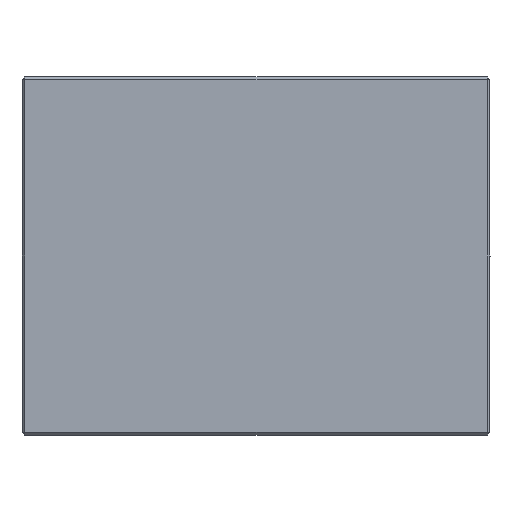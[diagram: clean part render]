
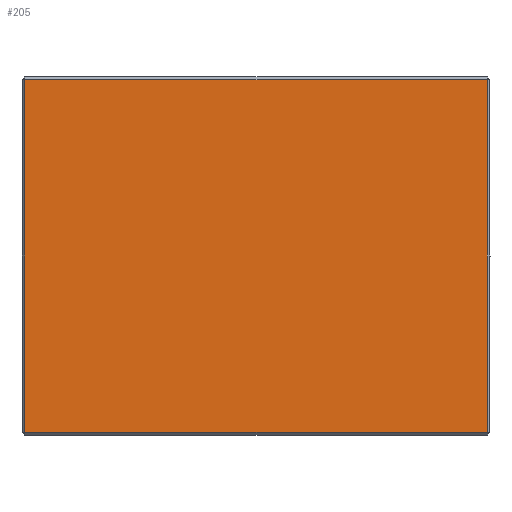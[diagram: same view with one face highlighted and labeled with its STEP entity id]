
A CAD part, front view. The second image highlights one B-rep face of the part: STEP entity #205.
In plain terms, the highlighted planar face has unit normal (0, -1, 0).
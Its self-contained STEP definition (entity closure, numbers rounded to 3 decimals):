
#156=FACE_OUTER_BOUND('',#639,.T.);
#205=ADVANCED_FACE('',(#156),#317,.F.);
#317=PLANE('',#1453);
#376=LINE('',#2141,#424);
#377=LINE('',#2144,#425);
#378=LINE('',#2146,#426);
#379=LINE('',#2148,#427);
#424=VECTOR('',#1684,1.);
#425=VECTOR('',#1685,1.);
#426=VECTOR('',#1686,1.);
#427=VECTOR('',#1687,1.);
#639=EDGE_LOOP('',(#847,#848,#849,#850));
#847=ORIENTED_EDGE('',*,*,#1234,.T.);
#848=ORIENTED_EDGE('',*,*,#1235,.T.);
#849=ORIENTED_EDGE('',*,*,#1236,.T.);
#850=ORIENTED_EDGE('',*,*,#1237,.T.);
#1121=VERTEX_POINT('',#2142);
#1122=VERTEX_POINT('',#2143);
#1123=VERTEX_POINT('',#2145);
#1124=VERTEX_POINT('',#2147);
#1234=EDGE_CURVE('',#1121,#1122,#376,.T.);
#1235=EDGE_CURVE('',#1122,#1123,#377,.T.);
#1236=EDGE_CURVE('',#1123,#1124,#378,.T.);
#1237=EDGE_CURVE('',#1124,#1121,#379,.T.);
#1453=AXIS2_PLACEMENT_3D('',#2149,#1688,#1689);
#1684=DIRECTION('',(0.,0.,-1.));
#1685=DIRECTION('',(1.,0.,0.));
#1686=DIRECTION('',(0.,0.,1.));
#1687=DIRECTION('',(-1.,0.,0.));
#1688=DIRECTION('',(0.,1.,0.));
#1689=DIRECTION('',(0.,0.,1.));
#2141=CARTESIAN_POINT('',(-158.,-122.5,122.5));
#2142=CARTESIAN_POINT('',(-158.,-122.5,120.5));
#2143=CARTESIAN_POINT('',(-158.,-122.5,-120.5));
#2144=CARTESIAN_POINT('',(160.,-122.5,-120.5));
#2145=CARTESIAN_POINT('',(158.,-122.5,-120.5));
#2146=CARTESIAN_POINT('',(158.,-122.5,122.5));
#2147=CARTESIAN_POINT('',(158.,-122.5,120.5));
#2148=CARTESIAN_POINT('',(160.,-122.5,120.5));
#2149=CARTESIAN_POINT('',(160.,-122.5,122.5));
